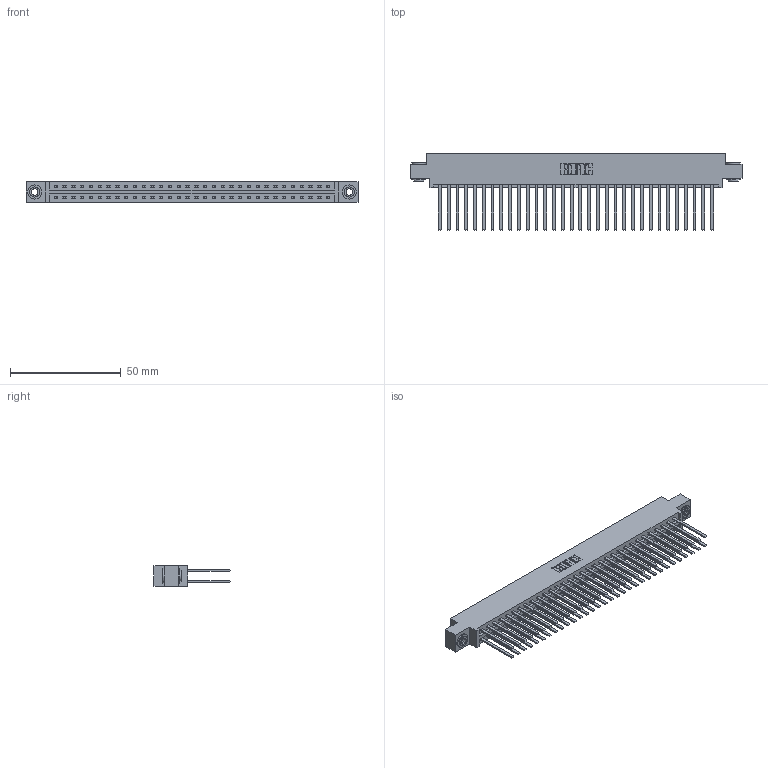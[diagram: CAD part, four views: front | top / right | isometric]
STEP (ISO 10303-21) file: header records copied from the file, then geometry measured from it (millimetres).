
FILE_DESCRIPTION (( 'STEP AP203' ), '1' );
FILE_NAME ('387-064-544-803.STEP', '2018-09-21T07:58:50', ( '' ), ( '' ), 'SwSTEP 2.0', 'SolidWorks 2016', '' );
FILE_SCHEMA (( 'CONFIG_CONTROL_DESIGN' ));
Length unit declared in the file: inch
Products named in the file (4): 337 Part_0.170 Offset - 0.156 Dia-TH; 345-292-001_345-293-144; 345-250-002_345-250-002-102; 387-064-544-803
Assembly tree (67 placements, depth 2):
  387-064-544-803
    337 Part_0.170 Offset - 0.156 Dia-TH
    345-292-001_345-293-144  x64
    345-250-002_345-250-002-102  x2
Bounding box: 149.81 x 34.3 x 9.4 mm (x, y, z)
Volume: 16454 mm3; surface area: 21767.2 mm2
Topology: 67 solids, 67 shells, 3228 faces, 9551 edges, 6278 vertices
Faces by surface type: plane 2260, cylinder 960, cone 8
Entity records: 26702 total; most frequent: CARTESIAN_POINT 4481, ORIENTED_EDGE 4410, DIRECTION 3859, EDGE_CURVE 2205, LINE 2057, VECTOR 2057, VERTEX_POINT 1466, AXIS2_PLACEMENT_3D 901
